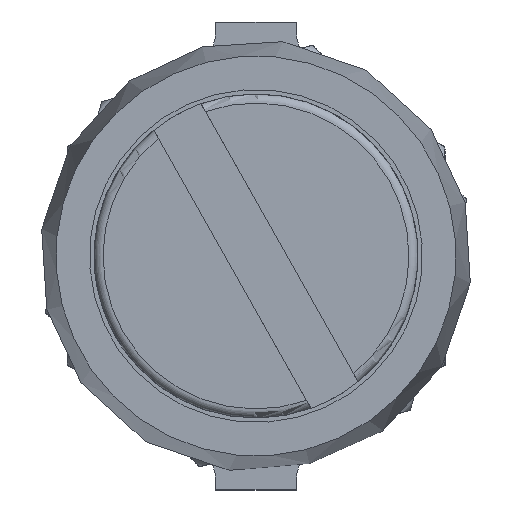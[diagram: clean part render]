
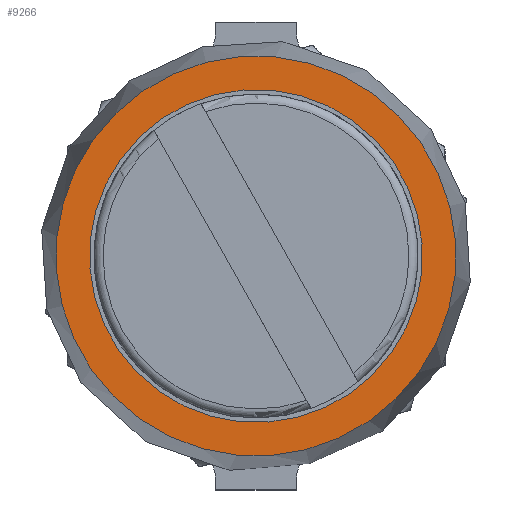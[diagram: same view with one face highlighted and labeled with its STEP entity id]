
A CAD part, left-side view. The second image highlights one B-rep face of the part: STEP entity #9266.
In plain terms, the highlighted planar face has unit normal (-1, 0, 0).
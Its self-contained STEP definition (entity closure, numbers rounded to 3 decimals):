
#9232=CARTESIAN_POINT('',(-51.376,0.275,-50.863));
#9233=VERTEX_POINT('',#9232);
#9234=CARTESIAN_POINT('',(-51.376,3.043,-40.102));
#9235=DIRECTION('',(-1.0,0.,0.));
#9236=DIRECTION('',(0.,-0.249,-0.968));
#9237=AXIS2_PLACEMENT_3D('',#9234,#9235,#9236);
#9238=CIRCLE('',#9237,11.111);
#9239=EDGE_CURVE('',#9233,#9233,#9238,.T.);
#9247=CARTESIAN_POINT('',(-51.376,0.507,-49.961));
#9248=DIRECTION('',(-1.0,0.0,0.0));
#9249=DIRECTION('',(0.0,0.968,-0.249));
#9250=AXIS2_PLACEMENT_3D('',#9247,#9248,#9249);
#9251=PLANE('',#9250);
#9252=ORIENTED_EDGE('',*,*,#9239,.T.);
#9253=EDGE_LOOP('',(#9252));
#9254=FACE_OUTER_BOUND('',#9253,.T.);
#9255=CARTESIAN_POINT('',(-51.376,0.739,-49.06));
#9256=VERTEX_POINT('',#9255);
#9257=CARTESIAN_POINT('',(-51.376,3.043,-40.102));
#9258=DIRECTION('',(-1.,0.,0.));
#9259=DIRECTION('',(0.,-0.249,-0.968));
#9260=AXIS2_PLACEMENT_3D('',#9257,#9258,#9259);
#9261=CIRCLE('',#9260,9.25);
#9262=EDGE_CURVE('',#9256,#9256,#9261,.T.);
#9263=ORIENTED_EDGE('',*,*,#9262,.F.);
#9264=EDGE_LOOP('',(#9263));
#9265=FACE_BOUND('',#9264,.T.);
#9266=ADVANCED_FACE('',(#9254,#9265),#9251,.T.);
